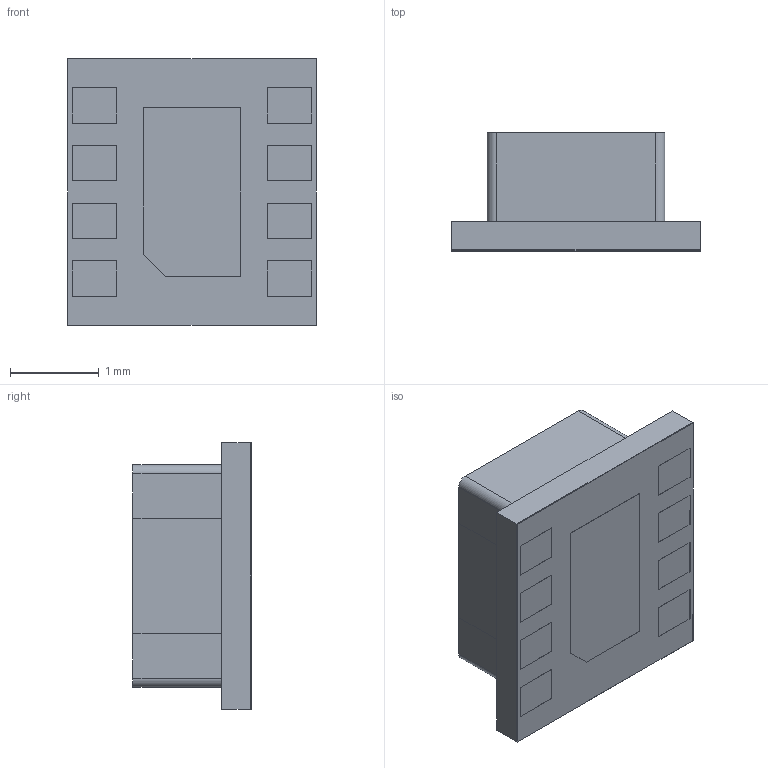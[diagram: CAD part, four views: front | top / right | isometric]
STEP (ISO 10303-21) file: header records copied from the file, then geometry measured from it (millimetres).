
FILE_DESCRIPTION (( 'STEP AP214' ), '1' );
FILE_NAME ('TPS82084SILT.STEP', '2017-11-01T12:29:43', ( '' ), ( '' ), 'SwSTEP 2.0', 'SolidWorks 2017', '' );
FILE_SCHEMA (( 'AUTOMOTIVE_DESIGN' ));
Length unit declared in the file: millimetre
Products named in the file (1): TPS82084SILT
Bounding box: 2.8 x 1.33 x 3 mm (x, y, z)
Volume: 7.8 mm3; surface area: 64.3 mm2
Topology: 14 solids, 14 shells, 172 faces, 402 edges, 268 vertices
Faces by surface type: plane 164, cylinder 8
Entity records: 5009 total; most frequent: CARTESIAN_POINT 843, ORIENTED_EDGE 804, DIRECTION 764, EDGE_CURVE 402, LINE 386, VECTOR 386, VERTEX_POINT 268, EDGE_LOOP 200
